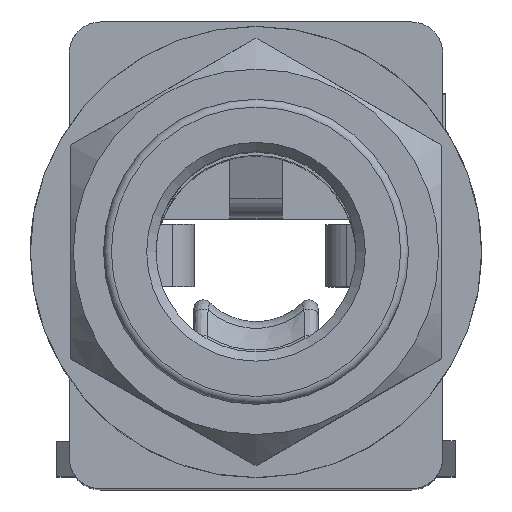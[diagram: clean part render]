
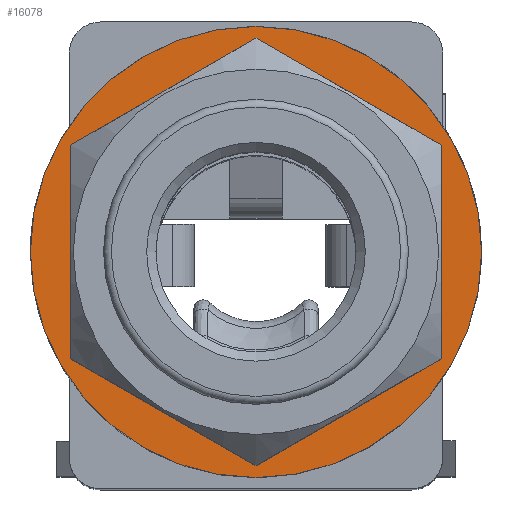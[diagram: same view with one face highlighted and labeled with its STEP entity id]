
A CAD part, top view. The second image highlights one B-rep face of the part: STEP entity #16078.
In plain terms, the highlighted planar face has unit normal (0, 0, 1).
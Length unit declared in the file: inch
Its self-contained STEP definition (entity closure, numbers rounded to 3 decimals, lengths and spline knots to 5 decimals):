
#244=FACE_BOUND('',#2044,.T.);
#459=PLANE('',#17077);
#1190=FACE_OUTER_BOUND('',#2043,.T.);
#2043=EDGE_LOOP('',(#11701));
#2044=EDGE_LOOP('',(#11702,#11703,#11704,#11705,#11706,#11707));
#3135=LINE('',#23544,#4975);
#3179=LINE('',#23777,#5019);
#3180=LINE('',#23779,#5020);
#3181=LINE('',#23781,#5021);
#3182=LINE('',#23783,#5022);
#3183=LINE('',#23784,#5023);
#4975=VECTOR('',#18968,0.27049);
#5019=VECTOR('',#19138,0.27049);
#5020=VECTOR('',#19139,0.27049);
#5021=VECTOR('',#19140,0.27049);
#5022=VECTOR('',#19141,0.27049);
#5023=VECTOR('',#19142,0.27049);
#6455=CIRCLE('',#17075,0.28543);
#6991=VERTEX_POINT('',#23541);
#6992=VERTEX_POINT('',#23543);
#7055=VERTEX_POINT('',#23767);
#7058=VERTEX_POINT('',#23776);
#7059=VERTEX_POINT('',#23778);
#7060=VERTEX_POINT('',#23780);
#7061=VERTEX_POINT('',#23782);
#8680=EDGE_CURVE('',#6991,#6992,#3135,.T.);
#8767=EDGE_CURVE('',#7055,#7055,#6455,.T.);
#8772=EDGE_CURVE('',#7058,#6991,#3179,.T.);
#8773=EDGE_CURVE('',#7059,#7058,#3180,.T.);
#8774=EDGE_CURVE('',#7060,#7059,#3181,.T.);
#8775=EDGE_CURVE('',#7061,#7060,#3182,.T.);
#8776=EDGE_CURVE('',#6992,#7061,#3183,.T.);
#11701=ORIENTED_EDGE('',*,*,#8767,.F.);
#11702=ORIENTED_EDGE('',*,*,#8772,.F.);
#11703=ORIENTED_EDGE('',*,*,#8773,.F.);
#11704=ORIENTED_EDGE('',*,*,#8774,.F.);
#11705=ORIENTED_EDGE('',*,*,#8775,.F.);
#11706=ORIENTED_EDGE('',*,*,#8776,.F.);
#11707=ORIENTED_EDGE('',*,*,#8680,.F.);
#16078=ADVANCED_FACE('',(#1190,#244),#459,.T.);
#17075=AXIS2_PLACEMENT_3D('',#23768,#19129,#19130);
#17077=AXIS2_PLACEMENT_3D('',#23775,#19136,#19137);
#18968=DIRECTION('',(0.,-1.,0.));
#19129=DIRECTION('center_axis',(0.,0.,-1.));
#19130=DIRECTION('ref_axis',(-1.,0.,0.));
#19136=DIRECTION('center_axis',(0.,0.,1.));
#19137=DIRECTION('ref_axis',(1.,0.,0.));
#19138=DIRECTION('',(-0.866,-0.5,0.));
#19139=DIRECTION('',(-0.866,0.5,0.));
#19140=DIRECTION('',(0.,1.,0.));
#19141=DIRECTION('',(0.866,0.5,0.));
#19142=DIRECTION('',(0.866,-0.5,0.));
#23541=CARTESIAN_POINT('',(-0.23425,0.13918,0.17323));
#23543=CARTESIAN_POINT('',(-0.23425,-0.13131,0.17323));
#23544=CARTESIAN_POINT('',(-0.23425,0.13918,0.17323));
#23767=CARTESIAN_POINT('',(-0.28543,0.00394,0.17323));
#23768=CARTESIAN_POINT('Origin',(0.,0.00394,0.17323));
#23775=CARTESIAN_POINT('Origin',(0.,0.00394,0.17323));
#23776=CARTESIAN_POINT('',(0.,0.27443,0.17323));
#23777=CARTESIAN_POINT('',(0.,0.27443,0.17323));
#23778=CARTESIAN_POINT('',(0.23425,0.13918,0.17323));
#23779=CARTESIAN_POINT('',(0.23425,0.13918,0.17323));
#23780=CARTESIAN_POINT('',(0.23425,-0.13131,0.17323));
#23781=CARTESIAN_POINT('',(0.23425,-0.13131,0.17323));
#23782=CARTESIAN_POINT('',(0.,-0.26655,0.17323));
#23783=CARTESIAN_POINT('',(0.,-0.26655,0.17323));
#23784=CARTESIAN_POINT('',(-0.23425,-0.13131,0.17323));
